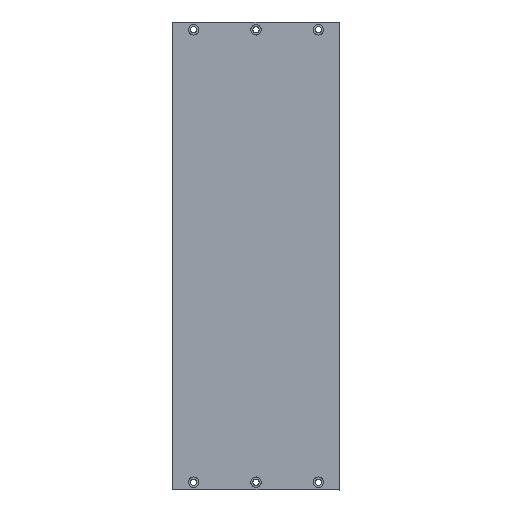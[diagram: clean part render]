
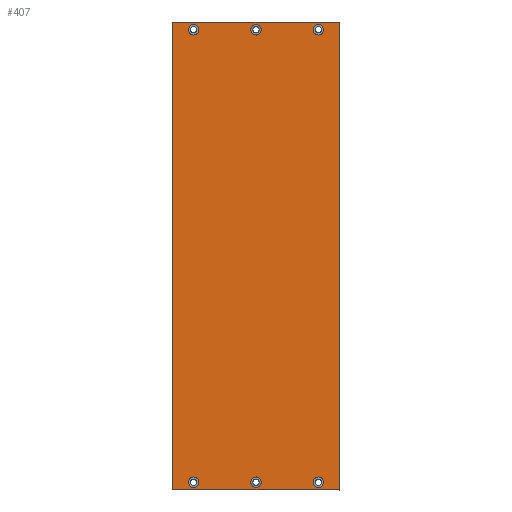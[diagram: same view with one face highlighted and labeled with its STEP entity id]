
A CAD part, top view. The second image highlights one B-rep face of the part: STEP entity #407.
In plain terms, the highlighted planar face has unit normal (0, 0, 1).
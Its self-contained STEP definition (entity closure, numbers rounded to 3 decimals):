
#25=FACE_BOUND('',#102,.T.);
#26=FACE_BOUND('',#103,.T.);
#27=FACE_BOUND('',#104,.T.);
#28=FACE_BOUND('',#105,.T.);
#29=FACE_BOUND('',#106,.T.);
#30=FACE_BOUND('',#107,.T.);
#47=PLANE('',#472);
#71=FACE_OUTER_BOUND('',#101,.T.);
#101=EDGE_LOOP('',(#351,#352,#353,#354));
#102=EDGE_LOOP('',(#355));
#103=EDGE_LOOP('',(#356));
#104=EDGE_LOOP('',(#357));
#105=EDGE_LOOP('',(#358));
#106=EDGE_LOOP('',(#359));
#107=EDGE_LOOP('',(#360));
#129=LINE('',#696,#153);
#132=LINE('',#702,#156);
#135=LINE('',#708,#159);
#138=LINE('',#712,#162);
#153=VECTOR('',#583,10.);
#156=VECTOR('',#588,10.);
#159=VECTOR('',#593,10.);
#162=VECTOR('',#598,10.);
#163=CIRCLE('',#425,5.);
#166=CIRCLE('',#430,5.);
#169=CIRCLE('',#435,5.);
#172=CIRCLE('',#440,5.);
#175=CIRCLE('',#445,5.);
#178=CIRCLE('',#450,5.);
#189=VERTEX_POINT('',#608);
#192=VERTEX_POINT('',#617);
#195=VERTEX_POINT('',#626);
#198=VERTEX_POINT('',#635);
#201=VERTEX_POINT('',#644);
#204=VERTEX_POINT('',#653);
#217=VERTEX_POINT('',#693);
#218=VERTEX_POINT('',#695);
#220=VERTEX_POINT('',#701);
#222=VERTEX_POINT('',#707);
#223=EDGE_CURVE('',#189,#189,#163,.T.);
#227=EDGE_CURVE('',#192,#192,#166,.T.);
#231=EDGE_CURVE('',#195,#195,#169,.T.);
#235=EDGE_CURVE('',#198,#198,#172,.T.);
#239=EDGE_CURVE('',#201,#201,#175,.T.);
#243=EDGE_CURVE('',#204,#204,#178,.T.);
#263=EDGE_CURVE('',#218,#217,#129,.T.);
#266=EDGE_CURVE('',#220,#218,#132,.T.);
#269=EDGE_CURVE('',#222,#220,#135,.T.);
#272=EDGE_CURVE('',#217,#222,#138,.T.);
#351=ORIENTED_EDGE('',*,*,#272,.T.);
#352=ORIENTED_EDGE('',*,*,#269,.T.);
#353=ORIENTED_EDGE('',*,*,#266,.T.);
#354=ORIENTED_EDGE('',*,*,#263,.T.);
#355=ORIENTED_EDGE('',*,*,#223,.T.);
#356=ORIENTED_EDGE('',*,*,#227,.T.);
#357=ORIENTED_EDGE('',*,*,#231,.T.);
#358=ORIENTED_EDGE('',*,*,#235,.T.);
#359=ORIENTED_EDGE('',*,*,#239,.T.);
#360=ORIENTED_EDGE('',*,*,#243,.T.);
#407=ADVANCED_FACE('',(#71,#25,#26,#27,#28,#29,#30),#47,.T.);
#425=AXIS2_PLACEMENT_3D('',#609,#481,#482);
#430=AXIS2_PLACEMENT_3D('',#618,#492,#493);
#435=AXIS2_PLACEMENT_3D('',#627,#503,#504);
#440=AXIS2_PLACEMENT_3D('',#636,#514,#515);
#445=AXIS2_PLACEMENT_3D('',#645,#525,#526);
#450=AXIS2_PLACEMENT_3D('',#654,#536,#537);
#472=AXIS2_PLACEMENT_3D('',#713,#599,#600);
#481=DIRECTION('center_axis',(0.,0.,
-1.));
#482=DIRECTION('ref_axis',(-1.,0.,0.));
#492=DIRECTION('center_axis',(0.,0.,
-1.));
#493=DIRECTION('ref_axis',(-1.,0.,0.));
#503=DIRECTION('center_axis',(0.,0.,
-1.));
#504=DIRECTION('ref_axis',(-1.,0.,0.));
#514=DIRECTION('center_axis',(0.,0.,
-1.));
#515=DIRECTION('ref_axis',(-1.,0.,0.));
#525=DIRECTION('center_axis',(0.,0.,
-1.));
#526=DIRECTION('ref_axis',(-1.,0.,0.));
#536=DIRECTION('center_axis',(0.,0.,
-1.));
#537=DIRECTION('ref_axis',(-1.,0.,0.));
#583=DIRECTION('',(0.,1.,0.));
#588=DIRECTION('',(1.,0.,0.));
#593=DIRECTION('',(0.,-1.,0.));
#598=DIRECTION('',(-1.,0.,0.));
#599=DIRECTION('center_axis',(0.,0.,
1.));
#600=DIRECTION('ref_axis',(-1.,0.,0.));
#608=CARTESIAN_POINT('',(105.,-56.5,259.935));
#609=CARTESIAN_POINT('Origin',(100.,-56.5,259.935));
#617=CARTESIAN_POINT('',(105.,378.,259.935));
#618=CARTESIAN_POINT('Origin',(100.,378.,259.935));
#626=CARTESIAN_POINT('',(45.,-56.5,259.935));
#627=CARTESIAN_POINT('Origin',(40.,-56.5,259.935));
#635=CARTESIAN_POINT('',(-15.,378.,259.935));
#636=CARTESIAN_POINT('Origin',(-20.,378.,259.935));
#644=CARTESIAN_POINT('',(45.,378.,259.935));
#645=CARTESIAN_POINT('Origin',(40.,378.,259.935));
#653=CARTESIAN_POINT('',(-15.,-56.5,259.935));
#654=CARTESIAN_POINT('Origin',(-20.,-56.5,259.935));
#693=CARTESIAN_POINT('',(120.,385.5,259.935));
#695=CARTESIAN_POINT('',(120.,-64.,259.935));
#696=CARTESIAN_POINT('',(120.,385.5,259.935));
#701=CARTESIAN_POINT('',(-40.,-64.,259.935));
#702=CARTESIAN_POINT('',(120.,-64.,259.935));
#707=CARTESIAN_POINT('',(-40.,385.5,259.935));
#708=CARTESIAN_POINT('',(-40.,-64.,259.935));
#712=CARTESIAN_POINT('',(-40.,385.5,259.935));
#713=CARTESIAN_POINT('Origin',(40.,160.75,259.935));
